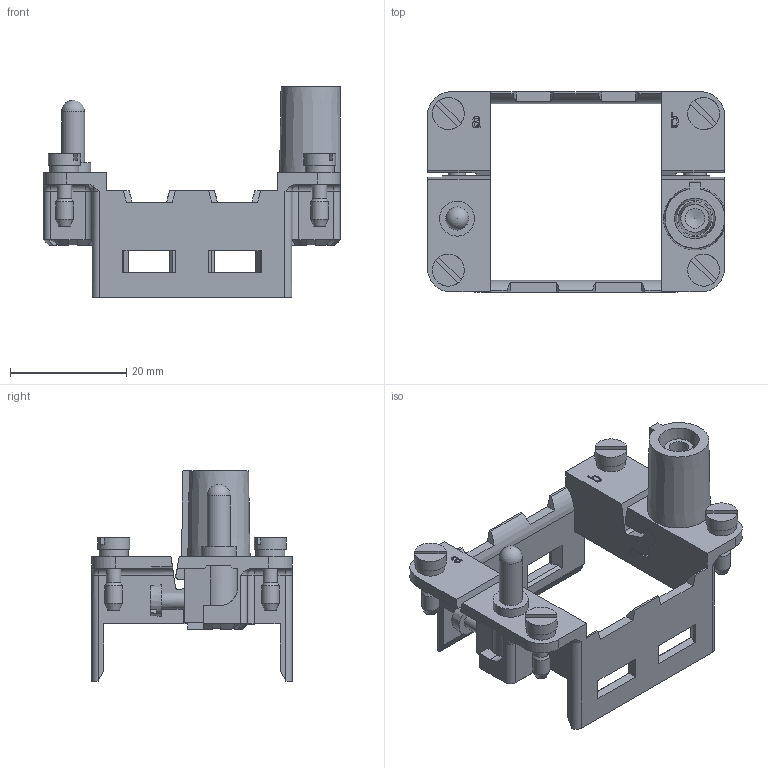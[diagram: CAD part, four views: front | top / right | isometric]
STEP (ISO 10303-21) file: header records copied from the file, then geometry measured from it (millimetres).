
FILE_DESCRIPTION(/* description */ (''),/* implementation_level */ '2;1');
FILE_NAME(/* name */ '100219383ugm000_e.stp',/* time_stamp */ '2019-11-04T11:13:12+01:00',/* author */ (''),/* organization */ (''),/* preprocessor_version */ 'ST-DEVELOPER v16.7',/* originating_system */ 'SIEMENS PLM Software NX 12.0',/* authorisation */ '');
FILE_SCHEMA (('AUTOMOTIVE_DESIGN { 1 0 10303 214 3 1 1 1 }'));
Length unit declared in the file: millimetre
Products named in the file (1): 100219383ugm000_e
Bounding box: 51.15 x 34.5 x 36.3 mm (x, y, z)
Volume: 7953.6 mm3; surface area: 8489.8 mm2
Topology: 1 solids, 1 shells, 583 faces, 1663 edges, 1210 vertices
Faces by surface type: plane 434, cylinder 79, extrusion 26, cone 19, bspline 16, torus 6, sphere 3
Full cylindrical faces by diameter (mm): 0.55 x1, 0.65 x1, 2.227 x2, 2.426 x2, 2.5 x4, 3 x5, 3.35 x1, 3.97 x1, 4 x1, 4.75 x1, 5 x4, 5.5 x5, 6.05 x1
Entity records: 21624 total; most frequent: CARTESIAN_POINT 5421, ORIENTED_EDGE 2984, DIRECTION 2772, EDGE_CURVE 1492, VECTOR 1208, LINE 1182, VERTEX_POINT 1006, AXIS2_PLACEMENT_3D 782
